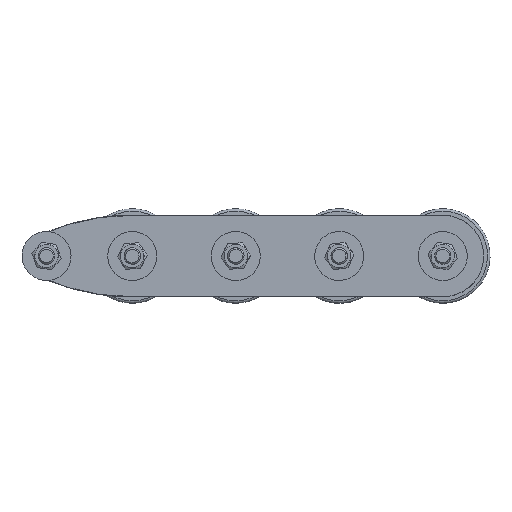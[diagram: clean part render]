
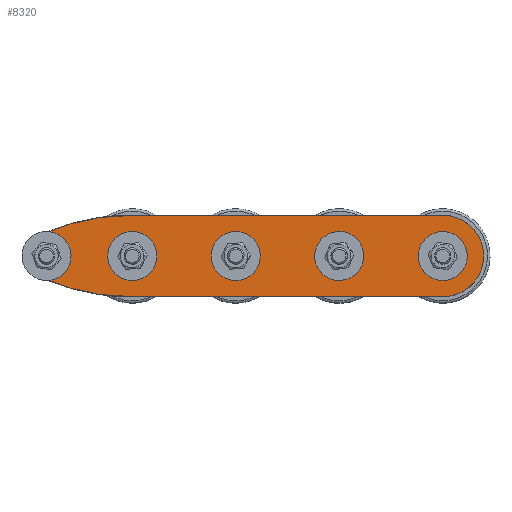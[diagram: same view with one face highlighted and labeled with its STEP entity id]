
A CAD part, front view. The second image highlights one B-rep face of the part: STEP entity #8320.
In plain terms, the highlighted planar face has unit normal (0, -1, 0).
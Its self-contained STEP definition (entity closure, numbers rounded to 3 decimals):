
#577=FACE_BOUND('',#1766,.T.);
#578=FACE_BOUND('',#1767,.T.);
#579=FACE_BOUND('',#1768,.T.);
#580=FACE_BOUND('',#1769,.T.);
#581=FACE_BOUND('',#1770,.T.);
#872=PLANE('',#9151);
#1107=FACE_OUTER_BOUND('',#1765,.T.);
#1765=EDGE_LOOP('',(#6268,#6269,#6270,#6271,#6272,#6273));
#1766=EDGE_LOOP('',(#6274));
#1767=EDGE_LOOP('',(#6275));
#1768=EDGE_LOOP('',(#6276));
#1769=EDGE_LOOP('',(#6277));
#1770=EDGE_LOOP('',(#6278));
#2652=LINE('',#13896,#2917);
#2653=LINE('',#13899,#2918);
#2917=VECTOR('',#10890,10.);
#2918=VECTOR('',#10893,10.);
#3235=CIRCLE('',#9071,6.);
#3238=CIRCLE('',#9075,6.);
#3294=CIRCLE('',#9152,164.75);
#3295=CIRCLE('',#9153,16.);
#3296=CIRCLE('',#9154,164.75);
#3297=CIRCLE('',#9155,30.);
#3298=CIRCLE('',#9156,6.);
#3299=CIRCLE('',#9157,6.);
#3300=CIRCLE('',#9158,6.);
#4000=VERTEX_POINT('',#13708);
#4003=VERTEX_POINT('',#13716);
#4065=VERTEX_POINT('',#13888);
#4066=VERTEX_POINT('',#13889);
#4067=VERTEX_POINT('',#13891);
#4068=VERTEX_POINT('',#13893);
#4069=VERTEX_POINT('',#13895);
#4070=VERTEX_POINT('',#13897);
#4071=VERTEX_POINT('',#13900);
#4072=VERTEX_POINT('',#13902);
#4073=VERTEX_POINT('',#13904);
#4859=EDGE_CURVE('',#4000,#4000,#3235,.T.);
#4863=EDGE_CURVE('',#4003,#4003,#3238,.T.);
#4945=EDGE_CURVE('',#4065,#4066,#3294,.T.);
#4946=EDGE_CURVE('',#4066,#4067,#3295,.T.);
#4947=EDGE_CURVE('',#4067,#4068,#3296,.T.);
#4948=EDGE_CURVE('',#4068,#4069,#2652,.T.);
#4949=EDGE_CURVE('',#4069,#4070,#3297,.T.);
#4950=EDGE_CURVE('',#4070,#4065,#2653,.T.);
#4951=EDGE_CURVE('',#4071,#4071,#3298,.T.);
#4952=EDGE_CURVE('',#4072,#4072,#3299,.T.);
#4953=EDGE_CURVE('',#4073,#4073,#3300,.T.);
#6268=ORIENTED_EDGE('',*,*,#4945,.T.);
#6269=ORIENTED_EDGE('',*,*,#4946,.T.);
#6270=ORIENTED_EDGE('',*,*,#4947,.T.);
#6271=ORIENTED_EDGE('',*,*,#4948,.T.);
#6272=ORIENTED_EDGE('',*,*,#4949,.T.);
#6273=ORIENTED_EDGE('',*,*,#4950,.T.);
#6274=ORIENTED_EDGE('',*,*,#4951,.F.);
#6275=ORIENTED_EDGE('',*,*,#4952,.F.);
#6276=ORIENTED_EDGE('',*,*,#4859,.F.);
#6277=ORIENTED_EDGE('',*,*,#4953,.F.);
#6278=ORIENTED_EDGE('',*,*,#4863,.F.);
#8320=ADVANCED_FACE('',(#1107,#577,#578,#579,#580,#581),#872,.F.);
#9071=AXIS2_PLACEMENT_3D('',#13710,#10697,#10698);
#9075=AXIS2_PLACEMENT_3D('',#13718,#10706,#10707);
#9151=AXIS2_PLACEMENT_3D('',#13887,#10882,#10883);
#9152=AXIS2_PLACEMENT_3D('',#13890,#10884,#10885);
#9153=AXIS2_PLACEMENT_3D('',#13892,#10886,#10887);
#9154=AXIS2_PLACEMENT_3D('',#13894,#10888,#10889);
#9155=AXIS2_PLACEMENT_3D('',#13898,#10891,#10892);
#9156=AXIS2_PLACEMENT_3D('',#13901,#10894,#10895);
#9157=AXIS2_PLACEMENT_3D('',#13903,#10896,#10897);
#9158=AXIS2_PLACEMENT_3D('',#13905,#10898,#10899);
#10697=DIRECTION('center_axis',(0.,-1.,0.));
#10698=DIRECTION('ref_axis',(0.329,0.,-0.944));
#10706=DIRECTION('center_axis',(0.,-1.,0.));
#10707=DIRECTION('ref_axis',(0.205,0.,0.979));
#10882=DIRECTION('center_axis',(0.,1.,0.));
#10883=DIRECTION('ref_axis',(1.,0.,0.));
#10884=DIRECTION('center_axis',(0.,-1.,0.));
#10885=DIRECTION('ref_axis',(-0.424,0.,0.906));
#10886=DIRECTION('center_axis',(0.,-1.,0.));
#10887=DIRECTION('ref_axis',(-0.424,0.,-0.906));
#10888=DIRECTION('center_axis',(0.,-1.,0.));
#10889=DIRECTION('ref_axis',(0.,0.,
-1.));
#10890=DIRECTION('',(1.,0.,0.));
#10891=DIRECTION('center_axis',(0.,-1.,0.));
#10892=DIRECTION('ref_axis',(0.,0.,
1.));
#10893=DIRECTION('',(-1.,0.,0.));
#10894=DIRECTION('center_axis',(0.,-1.,0.));
#10895=DIRECTION('ref_axis',(0.667,0.,0.745));
#10896=DIRECTION('center_axis',(0.,-1.,0.));
#10897=DIRECTION('ref_axis',(-0.512,0.,0.859));
#10898=DIRECTION('center_axis',(0.,-1.,0.));
#10899=DIRECTION('ref_axis',(0.331,0.,-0.944));
#13708=CARTESIAN_POINT('',(-64.972,0.,5.667));
#13710=CARTESIAN_POINT('Origin',(-63.,0.,
0.));
#13716=CARTESIAN_POINT('',(-1.232,0.,-5.872));
#13718=CARTESIAN_POINT('Origin',(0.,0.,0.));
#13887=CARTESIAN_POINT('Origin',(15.783,0.,
0.));
#13888=CARTESIAN_POINT('',(0.,0.,30.));
#13889=CARTESIAN_POINT('',(-69.776,0.,14.494));
#13890=CARTESIAN_POINT('Origin',(0.,0.,
-134.75));
#13891=CARTESIAN_POINT('',(-69.776,0.,-14.494));
#13892=CARTESIAN_POINT('Origin',(-63.,0.,0.));
#13893=CARTESIAN_POINT('',(0.,0.,-30.));
#13894=CARTESIAN_POINT('Origin',(0.,0.,
134.75));
#13895=CARTESIAN_POINT('',(228.,0.,-30.));
#13896=CARTESIAN_POINT('',(45.892,0.,-30.));
#13897=CARTESIAN_POINT('',(228.,0.,30.));
#13898=CARTESIAN_POINT('Origin',(228.,0.,0.));
#13899=CARTESIAN_POINT('',(7.892,0.,30.));
#13900=CARTESIAN_POINT('',(71.996,0.,-4.468));
#13901=CARTESIAN_POINT('Origin',(76.,0.,
0.));
#13902=CARTESIAN_POINT('',(231.073,0.,-5.154));
#13903=CARTESIAN_POINT('Origin',(228.,0.,0.));
#13904=CARTESIAN_POINT('',(150.016,0.,5.662));
#13905=CARTESIAN_POINT('Origin',(152.,0.,0.));
